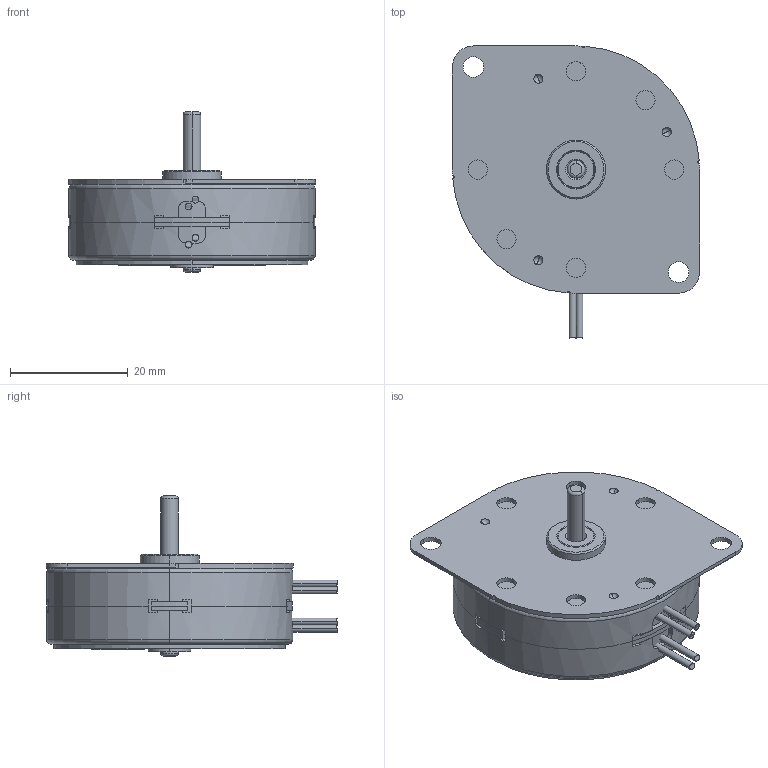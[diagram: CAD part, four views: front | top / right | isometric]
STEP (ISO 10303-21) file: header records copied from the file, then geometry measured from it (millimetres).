
FILE_DESCRIPTION((''),'2;1');
FILE_NAME('S42M100S46-M3_ASM','2016-03-10T',('sandip.dhanwate'),(''),'PRO/ENGINEER BY PARAMETRIC TECHNOLOGY CORPORATION, 2014310','PRO/ENGINEER BY PARAMETRIC TECHNOLOGY CORPORATION, 2014310','');
FILE_SCHEMA(('CONFIG_CONTROL_DESIGN'));
Length unit declared in the file: inch
Products named in the file (18): 150-5002-001; 053-6016-001; 585-5157-001_ASM; 012-5041-002; 585-5245-001_ASM; 230-0084; 534-5135_ASM; 190-5166-001; 596-5210-001_ASM; 053-6015-002; 538-6014-001_ASM; 149-6003-001; 585-6056-001_ASM; 012-5032-002; 585-5324-001_ASM; 059-5520; PRT0001; S42M100S46-M3_ASM
Assembly tree (21 placements, depth 4):
  S42M100S46-M3_ASM
    585-5245-001_ASM
      585-5157-001_ASM
        150-5002-001
        053-6016-001
      012-5041-002
    534-5135_ASM  x2
      230-0084
    596-5210-001_ASM
      190-5166-001
    538-6014-001_ASM
      053-6015-002  x2
    585-5324-001_ASM
      585-6056-001_ASM
        149-6003-001
        053-6016-001
      012-5032-002
    059-5520
    PRT0001
Bounding box: 41.91 x 49.5 x 27.18 mm (x, y, z)
Volume: 19802.1 mm3; surface area: 18506.6 mm2
Topology: 15 solids, 15 shells, 382 faces, 972 edges, 616 vertices
Faces by surface type: plane 182, cylinder 128, sphere 24, cone 22, torus 22, extrusion 4
Entity records: 8542 total; most frequent: DIRECTION 1569, CARTESIAN_POINT 1558, ORIENTED_EDGE 1276, AXIS2_PLACEMENT_3D 638, EDGE_CURVE 638, VERTEX_POINT 414, CIRCLE 324, EDGE_LOOP 314
